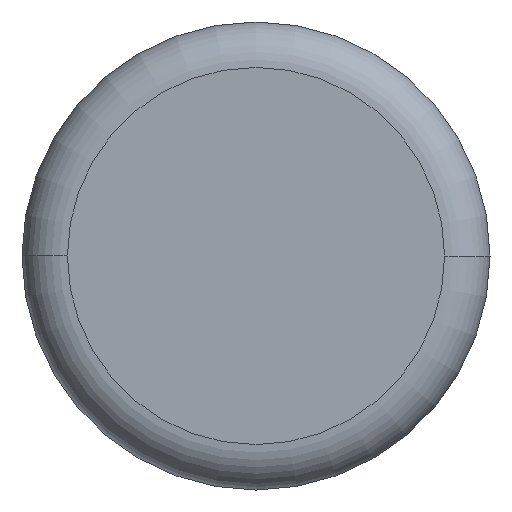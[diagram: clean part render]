
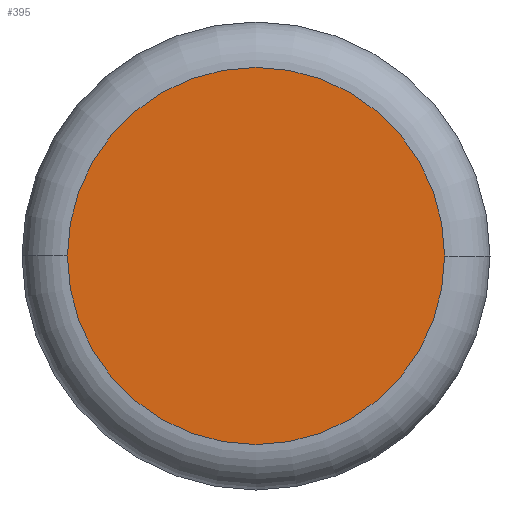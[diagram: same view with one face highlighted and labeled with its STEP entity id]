
A CAD part, front view. The second image highlights one B-rep face of the part: STEP entity #395.
In plain terms, the highlighted face is planar.
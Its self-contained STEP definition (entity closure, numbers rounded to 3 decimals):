
#129=CARTESIAN_POINT('',(0.,8.6,0.));
#130=DIRECTION('',(0.,1.,0.));
#131=DIRECTION('',(-1.,0.,0.));
#132=AXIS2_PLACEMENT_3D('',#129,#130,#131);
#138=CARTESIAN_POINT('',(0.,8.6,0.));
#139=DIRECTION('',(0.,1.,0.));
#140=DIRECTION('',(1.,0.,0.));
#141=AXIS2_PLACEMENT_3D('',#138,#139,#140);
#368=CARTESIAN_POINT('',(-4.15,8.6,0.));
#369=CARTESIAN_POINT('',(4.15,8.6,0.));
#370=VERTEX_POINT('',#368);
#371=VERTEX_POINT('',#369);
#384=CARTESIAN_POINT('',(0.,8.6,0.));
#385=DIRECTION('',(0.,1.,0.));
#386=DIRECTION('',(1.,0.,0.));
#387=AXIS2_PLACEMENT_3D('',#384,#385,#386);
#388=PLANE('',#387);
#390=ORIENTED_EDGE('',*,*,#389,.F.);
#392=ORIENTED_EDGE('',*,*,#391,.F.);
#393=EDGE_LOOP('',(#390,#392));
#394=FACE_OUTER_BOUND('',#393,.F.);
#133=CIRCLE('',#132,4.15);
#142=CIRCLE('',#141,4.15);
#389=EDGE_CURVE('',#370,#371,#133,.T.);
#391=EDGE_CURVE('',#371,#370,#142,.T.);
#395=ADVANCED_FACE('',(#394),#388,.T.);
